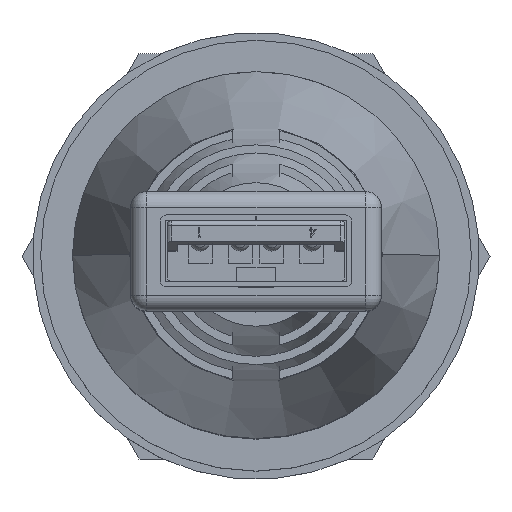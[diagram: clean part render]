
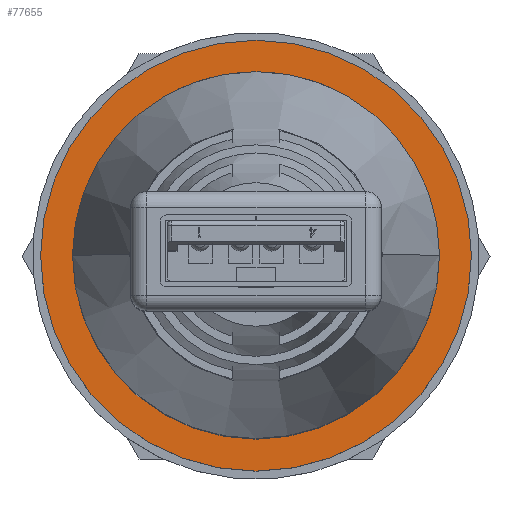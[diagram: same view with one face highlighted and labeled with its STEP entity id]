
A CAD part, top view. The second image highlights one B-rep face of the part: STEP entity #77655.
In plain terms, the highlighted planar face has unit normal (0, 0, 1).
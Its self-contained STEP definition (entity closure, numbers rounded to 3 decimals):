
#2705 = CARTESIAN_POINT ( 'NONE',  ( 0., 0., -7.2 ) ) ;
#3133 = ORIENTED_EDGE ( 'NONE', *, *, #69400, .F. ) ;
#5258 = DIRECTION ( 'NONE',  ( -1., 0., 0. ) ) ;
#5698 = AXIS2_PLACEMENT_3D ( 'NONE', #37550, #100590, #5258 ) ;
#6069 = VERTEX_POINT ( 'NONE', #53646 ) ;
#9303 = CIRCLE ( 'NONE', #31414, 10.5 ) ;
#13237 = FACE_BOUND ( 'NONE', #49521, .T. ) ;
#14456 = VERTEX_POINT ( 'NONE', #83791 ) ;
#16284 = CIRCLE ( 'NONE', #46957, 10.5 ) ;
#22992 = PLANE ( 'NONE',  #27652 ) ;
#23332 = DIRECTION ( 'NONE',  ( -1., 0., 0. ) ) ;
#26231 = CIRCLE ( 'NONE', #5698, 13.5 ) ;
#27652 = AXIS2_PLACEMENT_3D ( 'NONE', #62928, #102680, #23332 ) ;
#30359 = ORIENTED_EDGE ( 'NONE', *, *, #69580, .T. ) ;
#31414 = AXIS2_PLACEMENT_3D ( 'NONE', #2705, #41990, #33665 ) ;
#31765 = CIRCLE ( 'NONE', #81955, 13.5 ) ;
#32321 = DIRECTION ( 'NONE',  ( 0., 0., -1. ) ) ;
#33072 = VERTEX_POINT ( 'NONE', #34783 ) ;
#33665 = DIRECTION ( 'NONE',  ( -1., 0., 0. ) ) ;
#34783 = CARTESIAN_POINT ( 'NONE',  ( -13.5, 0., -7.2 ) ) ;
#35658 = FACE_OUTER_BOUND ( 'NONE', #57288, .T. ) ;
#37550 = CARTESIAN_POINT ( 'NONE',  ( 0., 0., -7.2 ) ) ;
#41990 = DIRECTION ( 'NONE',  ( 0., 0., -1. ) ) ;
#46957 = AXIS2_PLACEMENT_3D ( 'NONE', #62890, #32321, #63247 ) ;
#49095 = EDGE_CURVE ( 'NONE', #14456, #78552, #9303, .T. ) ;
#49521 = EDGE_LOOP ( 'NONE', ( #79074, #30359 ) ) ;
#51073 = DIRECTION ( 'NONE',  ( -1., 0., 0. ) ) ;
#53646 = CARTESIAN_POINT ( 'NONE',  ( 13.5, 0., -7.2 ) ) ;
#55472 = CARTESIAN_POINT ( 'NONE',  ( 10.5, 0., -7.2 ) ) ;
#57288 = EDGE_LOOP ( 'NONE', ( #90783, #3133 ) ) ;
#62890 = CARTESIAN_POINT ( 'NONE',  ( 0., 0., -7.2 ) ) ;
#62928 = CARTESIAN_POINT ( 'NONE',  ( 13.5, 0., -7.2 ) ) ;
#63247 = DIRECTION ( 'NONE',  ( -1., 0., 0. ) ) ;
#67808 = DIRECTION ( 'NONE',  ( 0., 0., -1. ) ) ;
#69400 = EDGE_CURVE ( 'NONE', #6069, #33072, #26231, .T. ) ;
#69580 = EDGE_CURVE ( 'NONE', #78552, #14456, #16284, .T. ) ;
#77655 = ADVANCED_FACE ( 'NONE', ( #35658, #13237 ), #22992, .F. ) ;
#78552 = VERTEX_POINT ( 'NONE', #55472 ) ;
#79074 = ORIENTED_EDGE ( 'NONE', *, *, #49095, .T. ) ;
#81955 = AXIS2_PLACEMENT_3D ( 'NONE', #98846, #67808, #51073 ) ;
#83791 = CARTESIAN_POINT ( 'NONE',  ( -10.5, 0., -7.2 ) ) ;
#90783 = ORIENTED_EDGE ( 'NONE', *, *, #99681, .F. ) ;
#98846 = CARTESIAN_POINT ( 'NONE',  ( 0., 0., -7.2 ) ) ;
#99681 = EDGE_CURVE ( 'NONE', #33072, #6069, #31765, .T. ) ;
#100590 = DIRECTION ( 'NONE',  ( 0., 0., -1. ) ) ;
#102680 = DIRECTION ( 'NONE',  ( 0., 0., -1. ) ) ;
